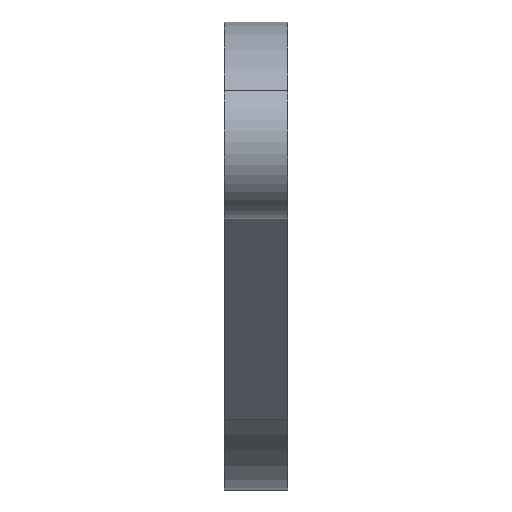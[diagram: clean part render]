
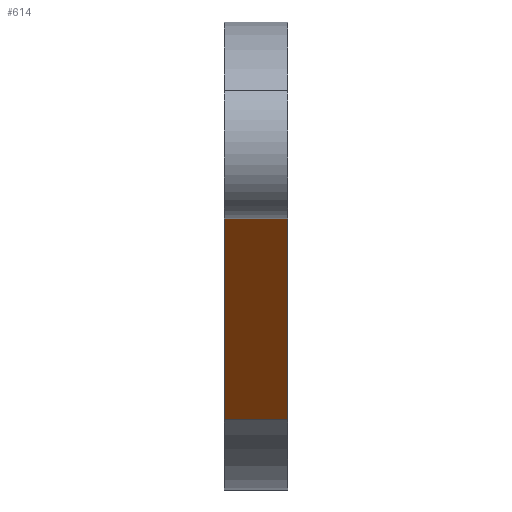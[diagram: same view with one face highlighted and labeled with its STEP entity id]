
A CAD part, front view. The second image highlights one B-rep face of the part: STEP entity #614.
In plain terms, the highlighted free-form (B-spline) face has degree [1, 1] with [2, 2] control points.
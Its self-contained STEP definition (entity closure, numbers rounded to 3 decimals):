
#31 = ( BOUNDED_SURFACE() B_SPLINE_SURFACE(2,1,(
    (#32,#33)
    ,(#34,#35)
,(#36,#37
  )),.UNSPECIFIED.,.F.,.F.,.F.) B_SPLINE_SURFACE_WITH_KNOTS((3,3),(2,2),
  (0.785,2.085),(-3.8,0.),.PIECEWISE_BEZIER_KNOTS.) 
GEOMETRIC_REPRESENTATION_ITEM() RATIONAL_B_SPLINE_SURFACE((
    (1.,1.)
    ,(0.796,0.796)
,(1.,1.))) REPRESENTATION_ITEM('') SURFACE() );
#32 = CARTESIAN_POINT('',(-3.8,79.899,3.536));
#33 = CARTESIAN_POINT('',(0.,79.899,
    3.536));
#34 = CARTESIAN_POINT('',(-3.8,82.587,6.223));
#35 = CARTESIAN_POINT('',(0.,82.587,
    6.223));
#36 = CARTESIAN_POINT('',(-3.8,85.896,4.352));
#37 = CARTESIAN_POINT('',(0.,85.896,
    4.352));
#64 = VERTEX_POINT('',#65);
#65 = CARTESIAN_POINT('',(-3.8,85.896,4.352));
#79 = B_SPLINE_SURFACE_WITH_KNOTS('',1,1,(
    (#80,#81)
    ,(#82,#83
    )),.UNSPECIFIED.,.F.,.F.,.F.,(2,2),(2,2),(-17.601,
    10.53),(-41.401,7.765),
  .PIECEWISE_BEZIER_KNOTS.);
#80 = CARTESIAN_POINT('',(-3.8,121.301,-14.065));
#81 = CARTESIAN_POINT('',(-3.8,72.134,-14.065));
#82 = CARTESIAN_POINT('',(-3.8,121.301,14.065));
#83 = CARTESIAN_POINT('',(-3.8,72.134,14.065));
#91 = EDGE_CURVE('',#92,#64,#94,.T.);
#92 = VERTEX_POINT('',#93);
#93 = CARTESIAN_POINT('',(0.,85.896,
    4.352));
#94 = SURFACE_CURVE('',#95,(#98,#105),.PCURVE_S1.);
#95 = B_SPLINE_CURVE_WITH_KNOTS('',1,(#96,#97),.UNSPECIFIED.,.F.,.F.,(2,
    2),(0.,3.8),.PIECEWISE_BEZIER_KNOTS.);
#96 = CARTESIAN_POINT('',(0.,85.896,
    4.352));
#97 = CARTESIAN_POINT('',(-3.8,85.896,4.352));
#98 = PCURVE('',#31,#99);
#99 = DEFINITIONAL_REPRESENTATION('',(#100),#104);
#100 = B_SPLINE_CURVE_WITH_KNOTS('',2,(#101,#102,#103),.UNSPECIFIED.,.F.
  ,.F.,(3,3),(0.,3.8),.PIECEWISE_BEZIER_KNOTS.);
#101 = CARTESIAN_POINT('',(2.085,0.));
#102 = CARTESIAN_POINT('',(2.085,-1.9));
#103 = CARTESIAN_POINT('',(2.085,-3.8));
#104 = ( GEOMETRIC_REPRESENTATION_CONTEXT(2) 
PARAMETRIC_REPRESENTATION_CONTEXT() REPRESENTATION_CONTEXT('2D SPACE',''
  ) );
#105 = PCURVE('',#106,#111);
#106 = B_SPLINE_SURFACE_WITH_KNOTS('',1,1,(
    (#107,#108)
    ,(#109,#110
    )),.UNSPECIFIED.,.F.,.F.,.F.,(2,2),(2,2),(0.,
    19.979),(-3.8,0.),
  .PIECEWISE_BEZIER_KNOTS.);
#107 = CARTESIAN_POINT('',(-3.8,85.896,4.352));
#108 = CARTESIAN_POINT('',(0.,85.896,
    4.352));
#109 = CARTESIAN_POINT('',(-3.8,100.,-9.798));
#110 = CARTESIAN_POINT('',(0.,100.,-9.798));
#111 = DEFINITIONAL_REPRESENTATION('',(#112),#115);
#112 = B_SPLINE_CURVE_WITH_KNOTS('',1,(#113,#114),.UNSPECIFIED.,.F.,.F.,
  (2,2),(0.,3.8),.PIECEWISE_BEZIER_KNOTS.);
#113 = CARTESIAN_POINT('',(0.,0.));
#114 = CARTESIAN_POINT('',(0.,-3.8));
#115 = ( GEOMETRIC_REPRESENTATION_CONTEXT(2) 
PARAMETRIC_REPRESENTATION_CONTEXT() REPRESENTATION_CONTEXT('2D SPACE',''
  ) );
#131 = B_SPLINE_SURFACE_WITH_KNOTS('',1,1,(
    (#132,#133)
    ,(#134,#135
    )),.UNSPECIFIED.,.F.,.F.,.F.,(2,2),(2,2),(-17.601,
    10.53),(-41.401,7.765),
  .PIECEWISE_BEZIER_KNOTS.);
#132 = CARTESIAN_POINT('',(0.,121.301,
    -14.065));
#133 = CARTESIAN_POINT('',(0.,72.134,
    -14.065));
#134 = CARTESIAN_POINT('',(0.,121.301,
    14.065));
#135 = CARTESIAN_POINT('',(0.,72.134,
    14.065));
#505 = ( BOUNDED_SURFACE() B_SPLINE_SURFACE(2,1,(
    (#506,#507)
    ,(#508,#509)
,(#510,#511
    )),.UNSPECIFIED.,.F.,.F.,.F.) B_SPLINE_SURFACE_WITH_KNOTS((3,3),(2,2
    ),(3.927,5.508),(-3.8,0.),
.PIECEWISE_BEZIER_KNOTS.) GEOMETRIC_REPRESENTATION_ITEM() 
RATIONAL_B_SPLINE_SURFACE((
    (1.,1.)
    ,(0.703,0.703)
,(1.,1.))) REPRESENTATION_ITEM('') SURFACE() );
#506 = CARTESIAN_POINT('',(-3.8,119.899,-9.899));
#507 = CARTESIAN_POINT('',(0.,119.899,
    -9.899));
#508 = CARTESIAN_POINT('',(-3.8,109.898,-19.901));
#509 = CARTESIAN_POINT('',(0.,109.898,
    -19.901));
#510 = CARTESIAN_POINT('',(-3.8,100.,-9.798));
#511 = CARTESIAN_POINT('',(0.,100.,-9.798));
#551 = VERTEX_POINT('',#552);
#552 = CARTESIAN_POINT('',(-3.8,100.,-9.798));
#573 = EDGE_CURVE('',#574,#551,#576,.T.);
#574 = VERTEX_POINT('',#575);
#575 = CARTESIAN_POINT('',(0.,100.,-9.798));
#576 = SURFACE_CURVE('',#577,(#580,#587),.PCURVE_S1.);
#577 = B_SPLINE_CURVE_WITH_KNOTS('',1,(#578,#579),.UNSPECIFIED.,.F.,.F.,
  (2,2),(0.,3.8),.PIECEWISE_BEZIER_KNOTS.);
#578 = CARTESIAN_POINT('',(0.,100.,-9.798));
#579 = CARTESIAN_POINT('',(-3.8,100.,-9.798));
#580 = PCURVE('',#505,#581);
#581 = DEFINITIONAL_REPRESENTATION('',(#582),#586);
#582 = B_SPLINE_CURVE_WITH_KNOTS('',2,(#583,#584,#585),.UNSPECIFIED.,.F.
  ,.F.,(3,3),(0.,3.8),.PIECEWISE_BEZIER_KNOTS.);
#583 = CARTESIAN_POINT('',(5.508,0.));
#584 = CARTESIAN_POINT('',(5.508,-1.9));
#585 = CARTESIAN_POINT('',(5.508,-3.8));
#586 = ( GEOMETRIC_REPRESENTATION_CONTEXT(2) 
PARAMETRIC_REPRESENTATION_CONTEXT() REPRESENTATION_CONTEXT('2D SPACE',''
  ) );
#587 = PCURVE('',#106,#588);
#588 = DEFINITIONAL_REPRESENTATION('',(#589),#592);
#589 = B_SPLINE_CURVE_WITH_KNOTS('',1,(#590,#591),.UNSPECIFIED.,.F.,.F.,
  (2,2),(0.,3.8),.PIECEWISE_BEZIER_KNOTS.);
#590 = CARTESIAN_POINT('',(19.979,0.));
#591 = CARTESIAN_POINT('',(19.979,-3.8));
#592 = ( GEOMETRIC_REPRESENTATION_CONTEXT(2) 
PARAMETRIC_REPRESENTATION_CONTEXT() REPRESENTATION_CONTEXT('2D SPACE',''
  ) );
#614 = ADVANCED_FACE('',(#615),#106,.T.);
#615 = FACE_BOUND('',#616,.T.);
#616 = EDGE_LOOP('',(#617,#618,#636,#637));
#617 = ORIENTED_EDGE('',*,*,#91,.T.);
#618 = ORIENTED_EDGE('',*,*,#619,.T.);
#619 = EDGE_CURVE('',#64,#551,#620,.T.);
#620 = SURFACE_CURVE('',#621,(#624,#630),.PCURVE_S1.);
#621 = B_SPLINE_CURVE_WITH_KNOTS('',1,(#622,#623),.UNSPECIFIED.,.F.,.F.,
  (2,2),(0.,19.979),.PIECEWISE_BEZIER_KNOTS.);
#622 = CARTESIAN_POINT('',(-3.8,85.896,4.352));
#623 = CARTESIAN_POINT('',(-3.8,100.,-9.798));
#624 = PCURVE('',#106,#625);
#625 = DEFINITIONAL_REPRESENTATION('',(#626),#629);
#626 = B_SPLINE_CURVE_WITH_KNOTS('',1,(#627,#628),.UNSPECIFIED.,.F.,.F.,
  (2,2),(0.,19.979),.PIECEWISE_BEZIER_KNOTS.);
#627 = CARTESIAN_POINT('',(0.,-3.8));
#628 = CARTESIAN_POINT('',(19.979,-3.8));
#629 = ( GEOMETRIC_REPRESENTATION_CONTEXT(2) 
PARAMETRIC_REPRESENTATION_CONTEXT() REPRESENTATION_CONTEXT('2D SPACE',''
  ) );
#630 = PCURVE('',#79,#631);
#631 = DEFINITIONAL_REPRESENTATION('',(#632),#635);
#632 = B_SPLINE_CURVE_WITH_KNOTS('',1,(#633,#634),.UNSPECIFIED.,.F.,.F.,
  (2,2),(0.,19.979),.PIECEWISE_BEZIER_KNOTS.);
#633 = CARTESIAN_POINT('',(0.817,-5.997));
#634 = CARTESIAN_POINT('',(-13.333,-20.101));
#635 = ( GEOMETRIC_REPRESENTATION_CONTEXT(2) 
PARAMETRIC_REPRESENTATION_CONTEXT() REPRESENTATION_CONTEXT('2D SPACE',''
  ) );
#636 = ORIENTED_EDGE('',*,*,#573,.F.);
#637 = ORIENTED_EDGE('',*,*,#638,.F.);
#638 = EDGE_CURVE('',#92,#574,#639,.T.);
#639 = SURFACE_CURVE('',#640,(#643,#649),.PCURVE_S1.);
#640 = B_SPLINE_CURVE_WITH_KNOTS('',1,(#641,#642),.UNSPECIFIED.,.F.,.F.,
  (2,2),(0.,19.979),.PIECEWISE_BEZIER_KNOTS.);
#641 = CARTESIAN_POINT('',(0.,85.896,
    4.352));
#642 = CARTESIAN_POINT('',(0.,100.,-9.798));
#643 = PCURVE('',#106,#644);
#644 = DEFINITIONAL_REPRESENTATION('',(#645),#648);
#645 = B_SPLINE_CURVE_WITH_KNOTS('',1,(#646,#647),.UNSPECIFIED.,.F.,.F.,
  (2,2),(0.,19.979),.PIECEWISE_BEZIER_KNOTS.);
#646 = CARTESIAN_POINT('',(0.,0.));
#647 = CARTESIAN_POINT('',(19.979,0.));
#648 = ( GEOMETRIC_REPRESENTATION_CONTEXT(2) 
PARAMETRIC_REPRESENTATION_CONTEXT() REPRESENTATION_CONTEXT('2D SPACE',''
  ) );
#649 = PCURVE('',#131,#650);
#650 = DEFINITIONAL_REPRESENTATION('',(#651),#654);
#651 = B_SPLINE_CURVE_WITH_KNOTS('',1,(#652,#653),.UNSPECIFIED.,.F.,.F.,
  (2,2),(0.,19.979),.PIECEWISE_BEZIER_KNOTS.);
#652 = CARTESIAN_POINT('',(0.817,-5.997));
#653 = CARTESIAN_POINT('',(-13.333,-20.101));
#654 = ( GEOMETRIC_REPRESENTATION_CONTEXT(2) 
PARAMETRIC_REPRESENTATION_CONTEXT() REPRESENTATION_CONTEXT('2D SPACE',''
  ) );
